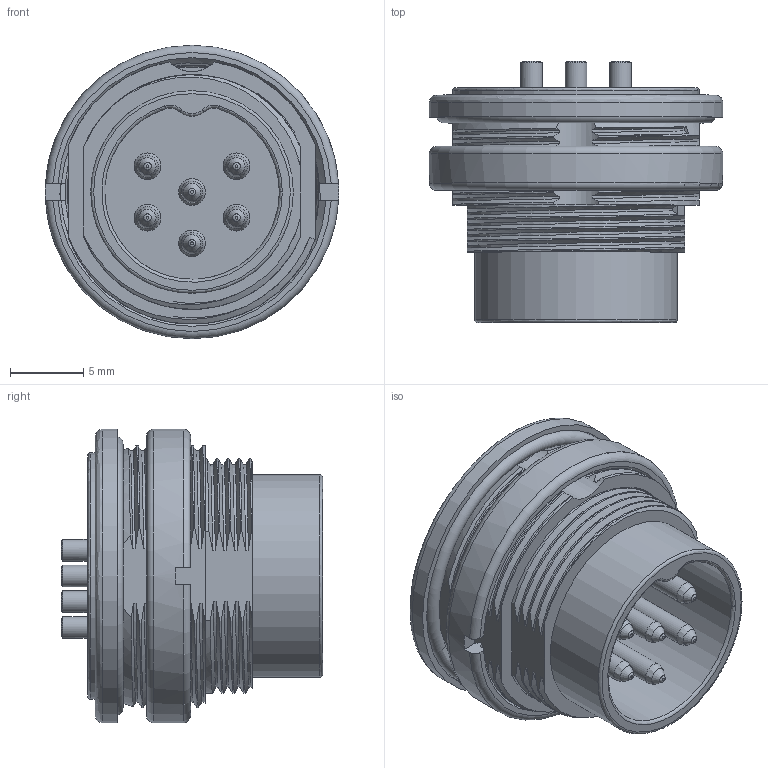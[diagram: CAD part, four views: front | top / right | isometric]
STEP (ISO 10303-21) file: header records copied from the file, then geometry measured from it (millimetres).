
FILE_DESCRIPTION(/* description */ (''),/* implementation_level */ '2;1');
FILE_NAME(/* name */ 'c091 31c006 100 2 unxc001-01.stp',/* time_stamp */ '2019-07-08T13:37:33+02:00',/* author */ (''),/* organization */ (''),/* preprocessor_version */ 'ST-DEVELOPER v16.7',/* originating_system */ 'SIEMENS PLM Software NX 12.0',/* authorisation */ '');
FILE_SCHEMA (('AUTOMOTIVE_DESIGN { 1 0 10303 214 3 1 1 1 }'));
Length unit declared in the file: millimetre
Products named in the file (1): c091 31c006 100 2 unxc001-01
Bounding box: 20 x 17.8 x 20 mm (x, y, z)
Volume: 2135 mm3; surface area: 3176.4 mm2
Topology: 1 solids, 1 shells, 378 faces, 1047 edges, 689 vertices
Faces by surface type: cylinder 124, plane 112, bspline 102, cone 36, torus 4
Full cylindrical faces by diameter (mm): 0.24 x1, 0.8 x6, 1.1 x6, 1.475 x12, 1.82 x6, 13.8 x1, 15.5 x1, 16.8 x1, 18.3 x1, 19.2 x1, 20 x2
Entity records: 27053 total; most frequent: CARTESIAN_POINT 18270, ORIENTED_EDGE 1828, DIRECTION 1322, EDGE_CURVE 914, VERTEX_POINT 649, EDGE_LOOP 513, AXIS2_PLACEMENT_3D 487, ADVANCED_FACE 378
